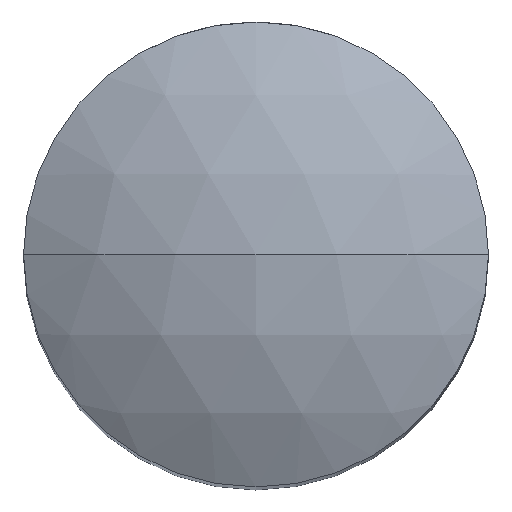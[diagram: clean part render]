
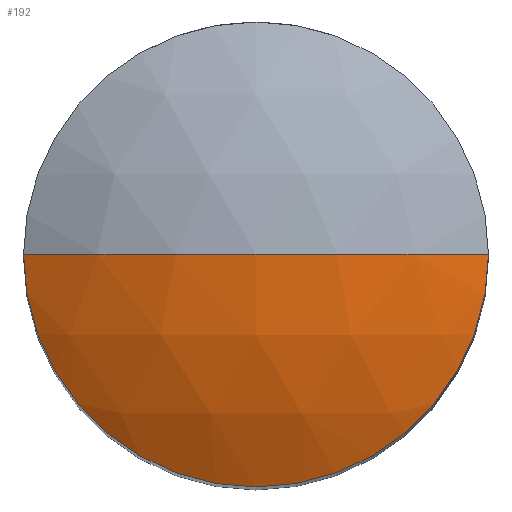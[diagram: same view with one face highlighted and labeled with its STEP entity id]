
A CAD part, top view. The second image highlights one B-rep face of the part: STEP entity #192.
In plain terms, the highlighted spherical face has radius 12 mm.
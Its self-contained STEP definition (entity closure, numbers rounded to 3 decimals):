
#18 = DIRECTION ( 'NONE',  ( 0., 0., 1. ) ) ;
#21 = DIRECTION ( 'NONE',  ( 0., 1., 0. ) ) ;
#24 = CARTESIAN_POINT ( 'NONE',  ( 0., 0., 13. ) ) ;
#45 = DIRECTION ( 'NONE',  ( 1., 0., 0. ) ) ;
#64 = DIRECTION ( 'NONE',  ( 0., -1., 0. ) ) ;
#68 = CIRCLE ( 'NONE', #321, 12. ) ;
#75 = CARTESIAN_POINT ( 'NONE',  ( 0., 0., 13. ) ) ;
#93 = VERTEX_POINT ( 'NONE', #821 ) ;
#99 = VERTEX_POINT ( 'NONE', #851 ) ;
#192 = ADVANCED_FACE ( 'NONE', ( #320 ), #526, .T. ) ;
#193 = EDGE_CURVE ( 'NONE', #99, #533, #489, .T. ) ;
#320 = FACE_OUTER_BOUND ( 'NONE', #528, .T. ) ;
#321 = AXIS2_PLACEMENT_3D ( 'NONE', #24, #21, #18 ) ;
#346 = AXIS2_PLACEMENT_3D ( 'NONE', #75, #64, #45 ) ;
#349 = EDGE_CURVE ( 'NONE', #93, #533, #804, .T. ) ;
#371 = EDGE_CURVE ( 'NONE', #93, #99, #68, .T. ) ;
#382 = AXIS2_PLACEMENT_3D ( 'NONE', #664, #654, #626 ) ;
#400 = AXIS2_PLACEMENT_3D ( 'NONE', #584, #580, #577 ) ;
#489 = CIRCLE ( 'NONE', #400, 6. ) ;
#526 = SPHERICAL_SURFACE ( 'NONE', #382, 12. ) ;
#528 = EDGE_LOOP ( 'NONE', ( #624, #784, #812 ) ) ;
#533 = VERTEX_POINT ( 'NONE', #612 ) ;
#577 = DIRECTION ( 'NONE',  ( -1., 0., 0. ) ) ;
#580 = DIRECTION ( 'NONE',  ( 0., 0., -1. ) ) ;
#584 = CARTESIAN_POINT ( 'NONE',  ( 0., 0., 23.392 ) ) ;
#612 = CARTESIAN_POINT ( 'NONE',  ( -6., 0., 23.392 ) ) ;
#624 = ORIENTED_EDGE ( 'NONE', *, *, #371, .F. ) ;
#626 = DIRECTION ( 'NONE',  ( 1., 0., 0. ) ) ;
#654 = DIRECTION ( 'NONE',  ( 0., -1., 0. ) ) ;
#664 = CARTESIAN_POINT ( 'NONE',  ( 0., 0., 13. ) ) ;
#784 = ORIENTED_EDGE ( 'NONE', *, *, #349, .T. ) ;
#804 = CIRCLE ( 'NONE', #346, 12. ) ;
#812 = ORIENTED_EDGE ( 'NONE', *, *, #193, .F. ) ;
#821 = CARTESIAN_POINT ( 'NONE',  ( 0., 0., 25. ) ) ;
#851 = CARTESIAN_POINT ( 'NONE',  ( 6., 0., 23.392 ) ) ;
